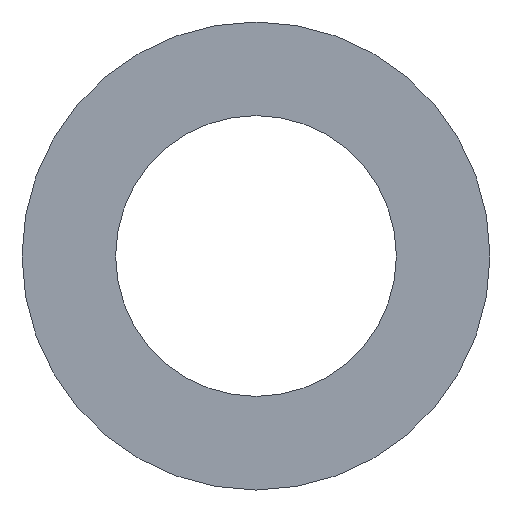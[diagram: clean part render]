
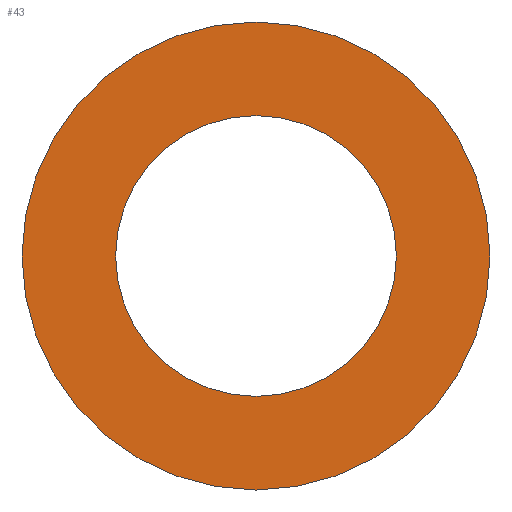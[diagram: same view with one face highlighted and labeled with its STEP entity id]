
A CAD part, left-side view. The second image highlights one B-rep face of the part: STEP entity #43.
In plain terms, the highlighted planar face has unit normal (-1, 0, 0).
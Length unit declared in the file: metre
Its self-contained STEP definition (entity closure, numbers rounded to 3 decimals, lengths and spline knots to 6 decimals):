
#43 = ADVANCED_FACE( '', ( #86, #87 ), #88, .F. );
#86 = FACE_OUTER_BOUND( '', #130, .T. );
#87 = FACE_BOUND( '', #131, .T. );
#88 = PLANE( '', #132 );
#130 = EDGE_LOOP( '', ( #169 ) );
#131 = EDGE_LOOP( '', ( #170 ) );
#132 = AXIS2_PLACEMENT_3D( '', #171, #172, #173 );
#169 = ORIENTED_EDGE( '', *, *, #199, .F. );
#170 = ORIENTED_EDGE( '', *, *, #202, .T. );
#171 = CARTESIAN_POINT( '', ( -0.066059, -2.709105, 0.563471 ) );
#172 = DIRECTION( '', ( 1., 0., 0. ) );
#173 = DIRECTION( '', ( 0., 1., 0. ) );
#199 = EDGE_CURVE( '', #215, #215, #216, .T. );
#202 = EDGE_CURVE( '', #220, #220, #221, .T. );
#215 = VERTEX_POINT( '', #239 );
#216 = CIRCLE( '', #240, 0.015875 );
#220 = VERTEX_POINT( '', #244 );
#221 = CIRCLE( '', #245, 0.009525 );
#239 = CARTESIAN_POINT( '', ( -0.066059, -2.645626, 1.157375 ) );
#240 = AXIS2_PLACEMENT_3D( '', #262, #263, #264 );
#244 = CARTESIAN_POINT( '', ( -0.066059, -2.645626, 1.163725 ) );
#245 = AXIS2_PLACEMENT_3D( '', #268, #269, #270 );
#262 = CARTESIAN_POINT( '', ( -0.066059, -2.645626, 1.17325 ) );
#263 = DIRECTION( '', ( 1., 0., 0. ) );
#264 = DIRECTION( '', ( 0., 0., -1. ) );
#268 = CARTESIAN_POINT( '', ( -0.066059, -2.645626, 1.17325 ) );
#269 = DIRECTION( '', ( 1., 0., 0. ) );
#270 = DIRECTION( '', ( 0., 0., -1. ) );
